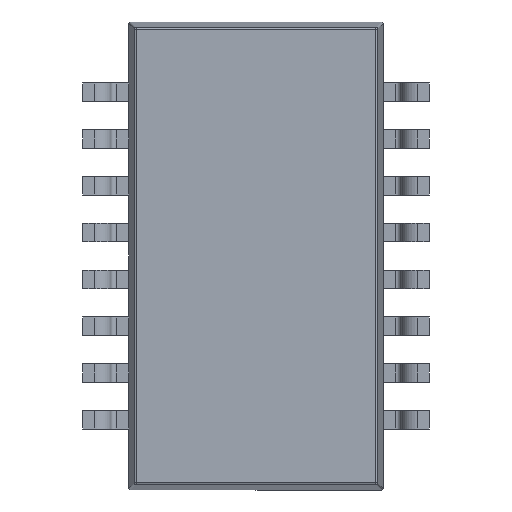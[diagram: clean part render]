
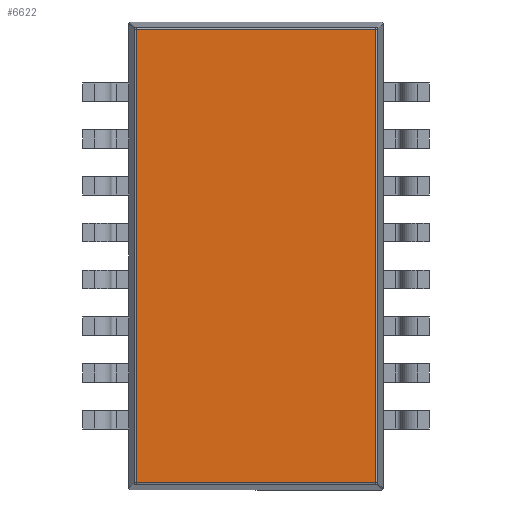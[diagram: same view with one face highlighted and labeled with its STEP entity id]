
A CAD part, front view. The second image highlights one B-rep face of the part: STEP entity #6622.
In plain terms, the highlighted planar face has unit normal (0, -1, 0).
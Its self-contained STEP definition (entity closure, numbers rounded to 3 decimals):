
#94 = FACE_OUTER_BOUND ( 'NONE', #958, .T. ) ;
#271 = ORIENTED_EDGE ( 'NONE', *, *, #1421, .T. ) ;
#291 = ORIENTED_EDGE ( 'NONE', *, *, #4043, .T. ) ;
#368 = VERTEX_POINT ( 'NONE', #8350 ) ;
#409 = CARTESIAN_POINT ( 'NONE',  ( 7.956, 0.2, 0.194 ) ) ;
#958 = EDGE_LOOP ( 'NONE', ( #1396, #291, #271, #7199 ) ) ;
#1075 = PLANE ( 'NONE',  #4319 ) ;
#1128 = LINE ( 'NONE', #7595, #6535 ) ;
#1396 = ORIENTED_EDGE ( 'NONE', *, *, #1533, .T. ) ;
#1421 = EDGE_CURVE ( 'NONE', #368, #4353, #6826, .T. ) ;
#1533 = EDGE_CURVE ( 'NONE', #8192, #7408, #1128, .T. ) ;
#1842 = CARTESIAN_POINT ( 'NONE',  ( 4.7, 0.2, 12.506 ) ) ;
#2296 = DIRECTION ( 'NONE',  ( 1., 0., 0. ) ) ;
#2395 = CARTESIAN_POINT ( 'NONE',  ( 1.314, 0.2, -0.052 ) ) ;
#2410 = VECTOR ( 'NONE', #3266, 1000. ) ;
#2763 = VECTOR ( 'NONE', #2296, 1000. ) ;
#2905 = VECTOR ( 'NONE', #6321, 1000. ) ;
#2909 = EDGE_CURVE ( 'NONE', #4353, #8192, #7395, .T. ) ;
#3266 = DIRECTION ( 'NONE',  ( -1., 0., 0. ) ) ;
#4017 = DIRECTION ( 'NONE',  ( 0., 0., 1. ) ) ;
#4043 = EDGE_CURVE ( 'NONE', #7408, #368, #5284, .T. ) ;
#4319 = AXIS2_PLACEMENT_3D ( 'NONE', #2395, #5871, #5920 ) ;
#4353 = VERTEX_POINT ( 'NONE', #5215 ) ;
#5215 = CARTESIAN_POINT ( 'NONE',  ( 1.444, 0.2, 0.194 ) ) ;
#5284 = LINE ( 'NONE', #1842, #2410 ) ;
#5871 = DIRECTION ( 'NONE',  ( 0., -1., 0. ) ) ;
#5920 = DIRECTION ( 'NONE',  ( 1., 0., 0. ) ) ;
#6041 = CARTESIAN_POINT ( 'NONE',  ( 4.7, 0.2, 0.194 ) ) ;
#6321 = DIRECTION ( 'NONE',  ( 0., 0., -1. ) ) ;
#6351 = CARTESIAN_POINT ( 'NONE',  ( 7.956, 0.2, 12.506 ) ) ;
#6535 = VECTOR ( 'NONE', #4017, 1000. ) ;
#6622 = ADVANCED_FACE ( 'NONE', ( #94 ), #1075, .T. ) ;
#6826 = LINE ( 'NONE', #6973, #2905 ) ;
#6973 = CARTESIAN_POINT ( 'NONE',  ( 1.444, 0.2, 6.35 ) ) ;
#7199 = ORIENTED_EDGE ( 'NONE', *, *, #2909, .T. ) ;
#7395 = LINE ( 'NONE', #6041, #2763 ) ;
#7408 = VERTEX_POINT ( 'NONE', #6351 ) ;
#7595 = CARTESIAN_POINT ( 'NONE',  ( 7.956, 0.2, 6.35 ) ) ;
#8192 = VERTEX_POINT ( 'NONE', #409 ) ;
#8350 = CARTESIAN_POINT ( 'NONE',  ( 1.444, 0.2, 12.506 ) ) ;
